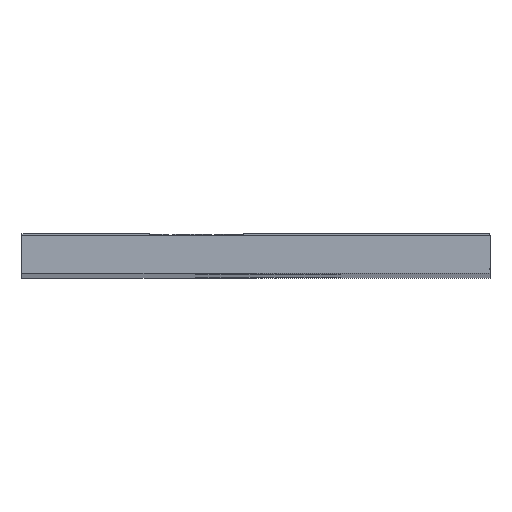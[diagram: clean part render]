
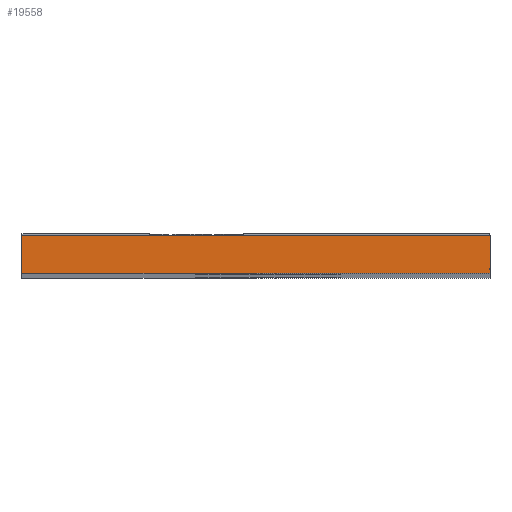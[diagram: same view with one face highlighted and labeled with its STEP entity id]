
A CAD part, top view. The second image highlights one B-rep face of the part: STEP entity #19558.
In plain terms, the highlighted planar face has unit normal (0, 0, 1).
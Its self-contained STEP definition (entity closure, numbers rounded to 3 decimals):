
#539 = VERTEX_POINT ( 'NONE', #2649 ) ;
#590 = EDGE_LOOP ( 'NONE', ( #2987, #28394, #4109, #15202 ) ) ;
#1117 = DIRECTION ( 'NONE',  ( 0., -1., 0. ) ) ;
#2436 = CARTESIAN_POINT ( 'NONE',  ( -10., -0.8, 64.25 ) ) ;
#2649 = CARTESIAN_POINT ( 'NONE',  ( -10., 0.8, 64.25 ) ) ;
#2987 = ORIENTED_EDGE ( 'NONE', *, *, #32806, .T. ) ;
#4109 = ORIENTED_EDGE ( 'NONE', *, *, #10938, .F. ) ;
#4412 = DIRECTION ( 'NONE',  ( 0., -1., 0. ) ) ;
#4661 = EDGE_CURVE ( 'NONE', #539, #18703, #19698, .T. ) ;
#6693 = LINE ( 'NONE', #26085, #7466 ) ;
#7466 = VECTOR ( 'NONE', #4412, 1000. ) ;
#7795 = VECTOR ( 'NONE', #1117, 1000. ) ;
#8148 = DIRECTION ( 'NONE',  ( 0., 0., -1. ) ) ;
#8891 = CARTESIAN_POINT ( 'NONE',  ( -10., 0.8, 64.25 ) ) ;
#9731 = LINE ( 'NONE', #23354, #33319 ) ;
#10938 = EDGE_CURVE ( 'NONE', #539, #26096, #11728, .T. ) ;
#11728 = LINE ( 'NONE', #8891, #27222 ) ;
#12552 = CARTESIAN_POINT ( 'NONE',  ( 10., 0.8, 64.25 ) ) ;
#13486 = CARTESIAN_POINT ( 'NONE',  ( -10., 0.8, 64.25 ) ) ;
#15202 = ORIENTED_EDGE ( 'NONE', *, *, #4661, .T. ) ;
#16174 = CARTESIAN_POINT ( 'NONE',  ( 10., -0.8, 64.25 ) ) ;
#16183 = EDGE_CURVE ( 'NONE', #26096, #23182, #6693, .T. ) ;
#18703 = VERTEX_POINT ( 'NONE', #2436 ) ;
#19482 = DIRECTION ( 'NONE',  ( -1., 0., 0. ) ) ;
#19558 = ADVANCED_FACE ( 'NONE', ( #23530 ), #34232, .F. ) ;
#19698 = LINE ( 'NONE', #30375, #7795 ) ;
#22500 = DIRECTION ( 'NONE',  ( 1., 0., 0. ) ) ;
#23182 = VERTEX_POINT ( 'NONE', #16174 ) ;
#23354 = CARTESIAN_POINT ( 'NONE',  ( -10., -0.8, 64.25 ) ) ;
#23530 = FACE_OUTER_BOUND ( 'NONE', #590, .T. ) ;
#26085 = CARTESIAN_POINT ( 'NONE',  ( 10., 0.8, 64.25 ) ) ;
#26096 = VERTEX_POINT ( 'NONE', #12552 ) ;
#27222 = VECTOR ( 'NONE', #22500, 1000. ) ;
#28394 = ORIENTED_EDGE ( 'NONE', *, *, #16183, .F. ) ;
#30197 = AXIS2_PLACEMENT_3D ( 'NONE', #13486, #8148, #19482 ) ;
#30375 = CARTESIAN_POINT ( 'NONE',  ( -10., 0.8, 64.25 ) ) ;
#31569 = DIRECTION ( 'NONE',  ( 1., 0., 0. ) ) ;
#32806 = EDGE_CURVE ( 'NONE', #18703, #23182, #9731, .T. ) ;
#33319 = VECTOR ( 'NONE', #31569, 1000. ) ;
#34232 = PLANE ( 'NONE',  #30197 ) ;
